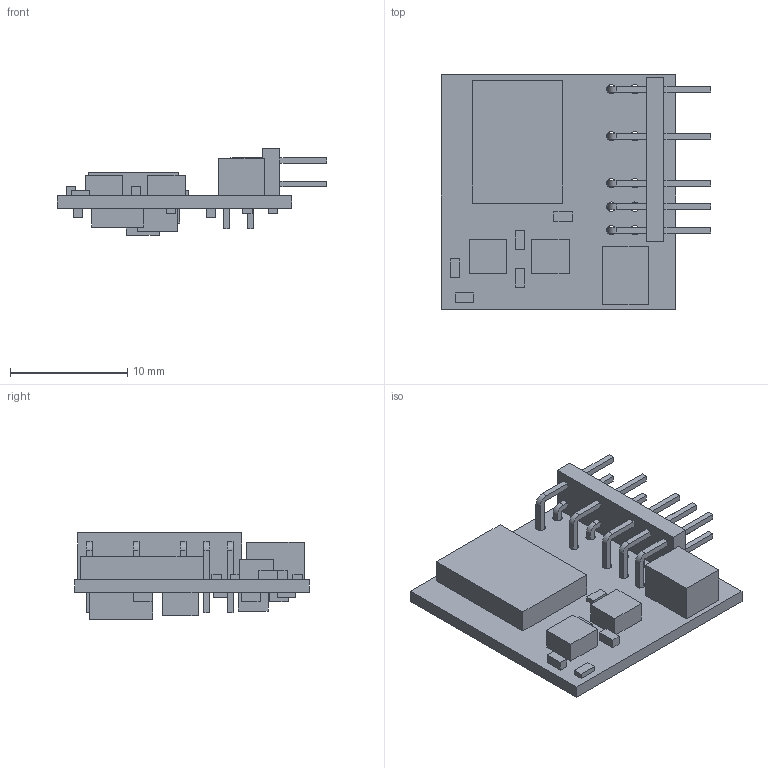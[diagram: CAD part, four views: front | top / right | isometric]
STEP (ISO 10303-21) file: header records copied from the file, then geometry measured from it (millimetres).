
FILE_DESCRIPTION(('Open CASCADE Model'),'2;1');
FILE_NAME('Open CASCADE Shape Model','2013-02-26T21:21:11',('Author'),( 'Open CASCADE'),'Open CASCADE STEP processor 6.2','Open CASCADE 6.2' ,'Unknown');
FILE_SCHEMA(('AUTOMOTIVE_DESIGN { 1 0 10303 214 1 1 1 1 }'));
Length unit declared in the file: millimetre
Products named in the file (43): PCB; Board; R10; 481059648; Extruded; R9; R2; R1; 460287200; DA1; 483899856; DA2; 460286176; C7; 481059520; C6; C5; VD1; 481057600; R4; R3; DD2; 481059136; DD1; DA3; 481059264; C9; 481036352; C8; 426432096; C3; C2; X1; PLD2-R-7
Assembly tree (51 placements, depth 4):
  PCB
    Board
    R10
      481059648
        Extruded
    R9
      481059648
        Extruded
    R2
      481059648
        Extruded
    R1
      460287200
        Extruded
    DA1
      483899856
        Extruded
    DA2
      460286176
        Extruded
    C7
      481059520
        Extruded
    C6
      481059520
        Extruded
    C5
      481059520
        Extruded
    VD1
      481057600
        Extruded
    R4
      481059648
        Extruded
    R3
      460287200
        Extruded
    DD2
      481059136
        Extruded
    DD1
      481059136
        Extruded
    DA3
      481059264
        Extruded
    C9
      481036352
        Extruded
    C8
      426432096
        Extruded
    C3
      481059520
        Extruded
    C2
      481059520
        Extruded
    X1
Bounding box: 22.98 x 20 x 7.36 mm (x, y, z)
Volume: 872.6 mm3; surface area: 1920.5 mm2
Topology: 21 solids, 21 shells, 276 faces, 642 edges, 428 vertices
Faces by surface type: plane 246, cylinder 30
Full cylindrical faces by diameter (mm): 0.8 x10
Entity records: 15359 total; most frequent: CARTESIAN_POINT 2552, DIRECTION 2090, LINE 1402, VECTOR 1402, ORIENTED_EDGE 1068, PCURVE 1068, DEFINITIONAL_REPRESENTATION 1068, EDGE_CURVE 534
